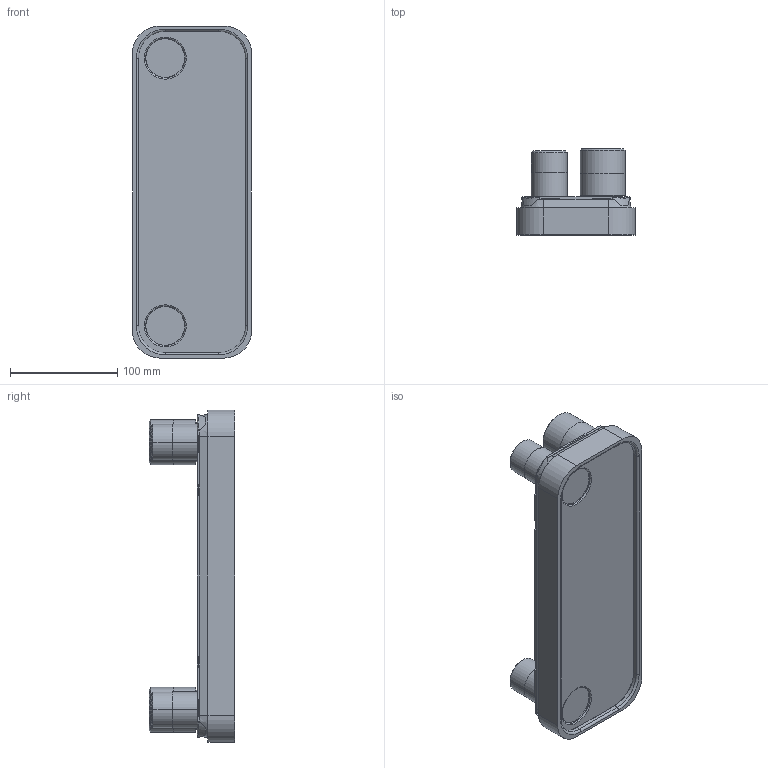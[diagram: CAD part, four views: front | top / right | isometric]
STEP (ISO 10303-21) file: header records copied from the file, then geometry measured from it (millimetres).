
FILE_DESCRIPTION((''),'2;1');
FILE_NAME('AN27_10H_3288001188_ASM','2012-02-03T',('CNSHLGO'),(''),'PRO/ENGINEER BY PARAMETRIC TECHNOLOGY CORPORATION, 2007390','PRO/ENGINEER BY PARAMETRIC TECHNOLOGY CORPORATION, 2007390','');
FILE_SCHEMA(('CONFIG_CONTROL_DESIGN'));
Length unit declared in the file: millimetre
Products named in the file (6): AN27_10H_CH_BLOCK_EVEN; AN27_FP_S1S2_32_S3S4_25; CB27_PP; V24_ISO_228-1; V22_ISO_228-1; AN27_10H_3288001188_ASM
Assembly tree (7 placements, depth 2):
  AN27_10H_3288001188_ASM
    AN27_10H_CH_BLOCK_EVEN
    AN27_FP_S1S2_32_S3S4_25
    CB27_PP
    V24_ISO_228-1  x2
    V22_ISO_228-1  x2
Bounding box: 111 x 80.19 x 310 mm (x, y, z)
Volume: 1012814.5 mm3; surface area: 264140.9 mm2
Topology: 7 solids, 7 shells, 324 faces, 749 edges, 465 vertices
Faces by surface type: plane 108, cylinder 92, torus 76, cone 48
Entity records: 8351 total; most frequent: CARTESIAN_POINT 1662, DIRECTION 1495, ORIENTED_EDGE 1298, EDGE_CURVE 649, AXIS2_PLACEMENT_3D 615, VERTEX_POINT 405, CIRCLE 328, EDGE_LOOP 314
